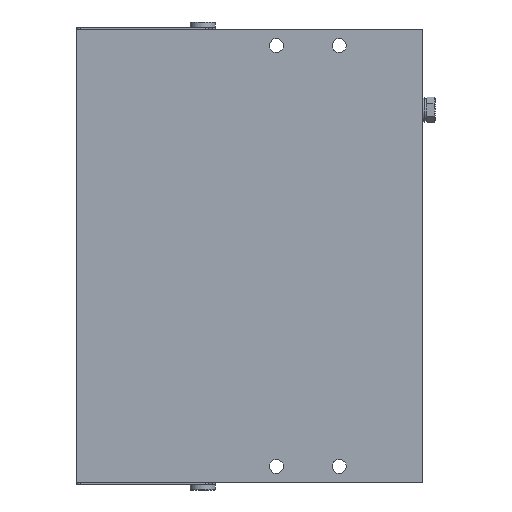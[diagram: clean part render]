
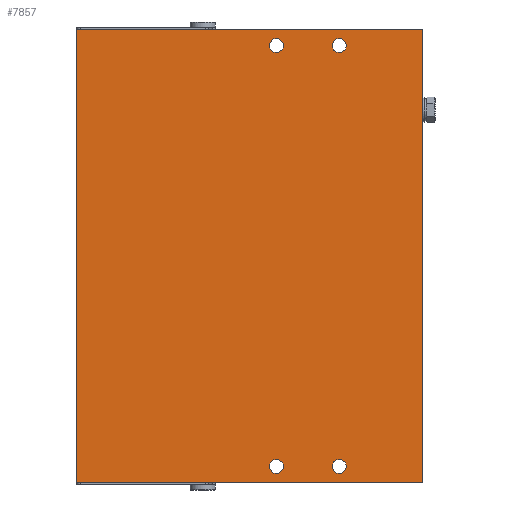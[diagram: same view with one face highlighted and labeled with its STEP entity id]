
A CAD part, front view. The second image highlights one B-rep face of the part: STEP entity #7857.
In plain terms, the highlighted planar face has unit normal (0, -1, 0).
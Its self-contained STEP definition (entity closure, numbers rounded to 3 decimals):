
#501=LINE('',#12592,#1102);
#515=LINE('',#12668,#1116);
#516=LINE('',#12678,#1117);
#517=LINE('',#12680,#1118);
#1102=VECTOR('',#9988,1000.);
#1116=VECTOR('',#10032,1000.);
#1117=VECTOR('',#10043,1000.);
#1118=VECTOR('',#10044,1000.);
#1853=ORIENTED_EDGE('',*,*,#3932,.T.);
#1854=ORIENTED_EDGE('',*,*,#3933,.T.);
#1855=ORIENTED_EDGE('',*,*,#3934,.T.);
#1856=ORIENTED_EDGE('',*,*,#3935,.T.);
#1857=ORIENTED_EDGE('',*,*,#3936,.T.);
#1858=ORIENTED_EDGE('',*,*,#3937,.F.);
#1859=ORIENTED_EDGE('',*,*,#3905,.F.);
#1860=ORIENTED_EDGE('',*,*,#3931,.T.);
#3905=EDGE_CURVE('',#4948,#4935,#501,.T.);
#3931=EDGE_CURVE('',#4948,#4969,#515,.T.);
#3932=EDGE_CURVE('',#4970,#4970,#5604,.T.);
#3933=EDGE_CURVE('',#4971,#4971,#5605,.T.);
#3934=EDGE_CURVE('',#4972,#4972,#5606,.T.);
#3935=EDGE_CURVE('',#4973,#4973,#5607,.T.);
#3936=EDGE_CURVE('',#4969,#4974,#516,.T.);
#3937=EDGE_CURVE('',#4935,#4974,#517,.T.);
#4935=VERTEX_POINT('',#12565);
#4948=VERTEX_POINT('',#12591);
#4969=VERTEX_POINT('',#12667);
#4970=VERTEX_POINT('',#12671);
#4971=VERTEX_POINT('',#12673);
#4972=VERTEX_POINT('',#12675);
#4973=VERTEX_POINT('',#12677);
#4974=VERTEX_POINT('',#12679);
#5604=CIRCLE('',#8811,2.25);
#5605=CIRCLE('',#8812,2.25);
#5606=CIRCLE('',#8813,2.25);
#5607=CIRCLE('',#8814,2.25);
#5988=EDGE_LOOP('',(#1853));
#5989=EDGE_LOOP('',(#1854));
#5990=EDGE_LOOP('',(#1855));
#5991=EDGE_LOOP('',(#1856));
#5992=EDGE_LOOP('',(#1857,#1858,#1859,#1860));
#6825=FACE_BOUND('',#5988,.T.);
#6826=FACE_BOUND('',#5989,.T.);
#6827=FACE_BOUND('',#5990,.T.);
#6828=FACE_BOUND('',#5991,.T.);
#6829=FACE_BOUND('',#5992,.T.);
#7574=PLANE('',#8810);
#7857=ADVANCED_FACE('',(#6825,#6826,#6827,#6828,#6829),#7574,.F.);
#8810=AXIS2_PLACEMENT_3D('',#12669,#10033,#10034);
#8811=AXIS2_PLACEMENT_3D('',#12670,#10035,#10036);
#8812=AXIS2_PLACEMENT_3D('',#12672,#10037,#10038);
#8813=AXIS2_PLACEMENT_3D('',#12674,#10039,#10040);
#8814=AXIS2_PLACEMENT_3D('',#12676,#10041,#10042);
#9988=DIRECTION('',(1.,0.,0.));
#10032=DIRECTION('',(0.,0.,-1.));
#10033=DIRECTION('',(0.,1.,0.));
#10034=DIRECTION('',(0.,0.,1.));
#10035=DIRECTION('',(0.,1.,0.));
#10036=DIRECTION('',(0.,0.,1.));
#10037=DIRECTION('',(0.,1.,0.));
#10038=DIRECTION('',(0.,0.,1.));
#10039=DIRECTION('',(0.,1.,0.));
#10040=DIRECTION('',(0.,0.,1.));
#10041=DIRECTION('',(0.,1.,0.));
#10042=DIRECTION('',(0.,0.,1.));
#10043=DIRECTION('',(1.,0.,0.));
#10044=DIRECTION('',(0.,0.,-1.));
#12565=CARTESIAN_POINT('',(110.,-33.8,144.));
#12591=CARTESIAN_POINT('',(0.,-33.8,144.));
#12592=CARTESIAN_POINT('',(0.,-33.8,144.));
#12667=CARTESIAN_POINT('',(0.,-33.8,0.));
#12668=CARTESIAN_POINT('',(0.,-33.8,144.));
#12669=CARTESIAN_POINT('',(0.,-33.8,144.));
#12670=CARTESIAN_POINT('',(46.5,-33.8,5.));
#12671=CARTESIAN_POINT('',(46.5,-33.8,7.25));
#12672=CARTESIAN_POINT('',(26.5,-33.8,139.));
#12673=CARTESIAN_POINT('',(26.5,-33.8,141.25));
#12674=CARTESIAN_POINT('',(46.5,-33.8,139.));
#12675=CARTESIAN_POINT('',(46.5,-33.8,141.25));
#12676=CARTESIAN_POINT('',(26.5,-33.8,5.));
#12677=CARTESIAN_POINT('',(26.5,-33.8,7.25));
#12678=CARTESIAN_POINT('',(0.,-33.8,0.));
#12679=CARTESIAN_POINT('',(110.,-33.8,0.));
#12680=CARTESIAN_POINT('',(110.,-33.8,144.));
